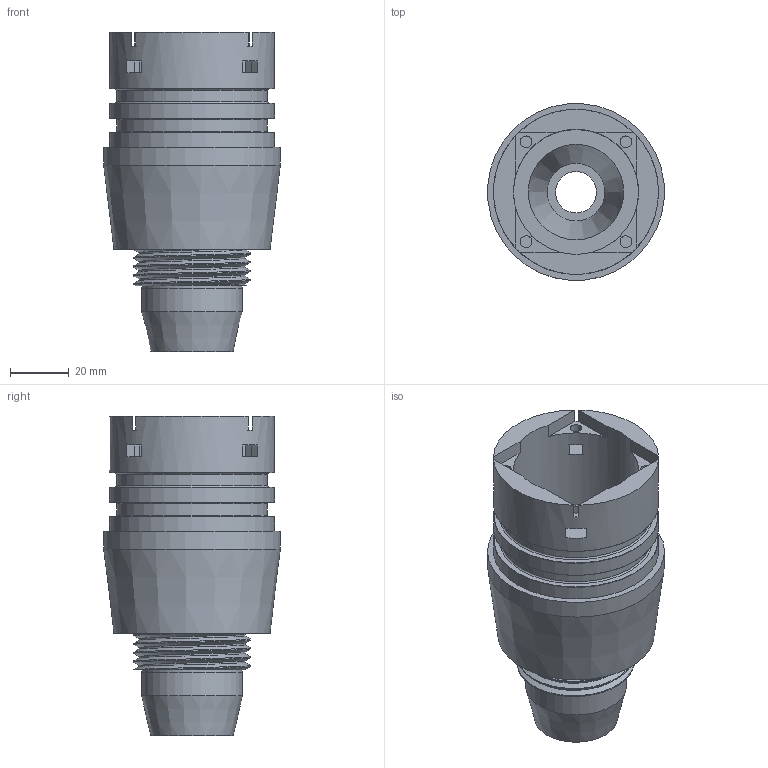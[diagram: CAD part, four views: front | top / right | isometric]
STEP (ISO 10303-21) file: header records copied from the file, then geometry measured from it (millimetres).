
FILE_DESCRIPTION(/* description */ (''),/* implementation_level */ '2;1');
FILE_NAME(/* name */ 'SealMount rev2 v1.step',/* time_stamp */ '2018-09-04T14:42:55+02:00',/* author */ ('rimaudb'),/* organization */ (''),/* preprocessor_version */ 'ST-DEVELOPER v17',/* originating_system */ 'Autodesk Translation Framework v7.1.0.215',/* authorisation */ '');
FILE_SCHEMA (('AUTOMOTIVE_DESIGN { 1 0 10303 214 3 1 1 }'));
Length unit declared in the file: millimetre
Products named in the file (1): SealMount rev2
Bounding box: 60.03 x 60.03 x 108.5 mm (x, y, z)
Volume: 110970.3 mm3; surface area: 35107.5 mm2
Topology: 1 solids, 1 shells, 106 faces, 281 edges, 187 vertices
Faces by surface type: plane 64, cylinder 28, torus 8, cone 4, bspline 2
Full cylindrical faces by diameter (mm): 4 x4, 14 x1, 19.6 x2, 22.4 x1, 34.256 x2, 36.33 x4, 39.764 x3, 42.5 x1, 51.283 x2, 56.096 x3, 60.2 x1
Entity records: 4863 total; most frequent: CARTESIAN_POINT 2106, DIRECTION 568, ORIENTED_EDGE 562, EDGE_CURVE 281, AXIS2_PLACEMENT_3D 207, VERTEX_POINT 187, LINE 154, VECTOR 154
